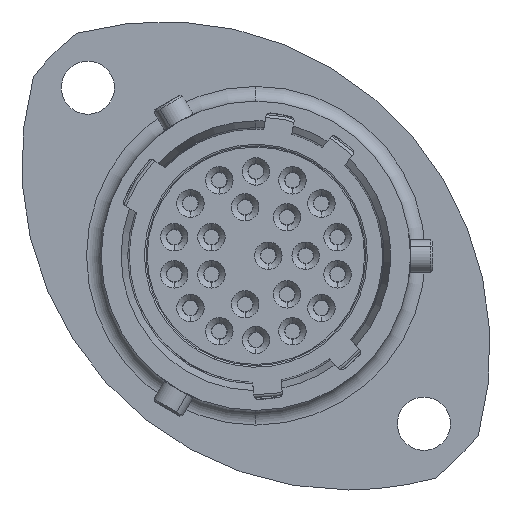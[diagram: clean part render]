
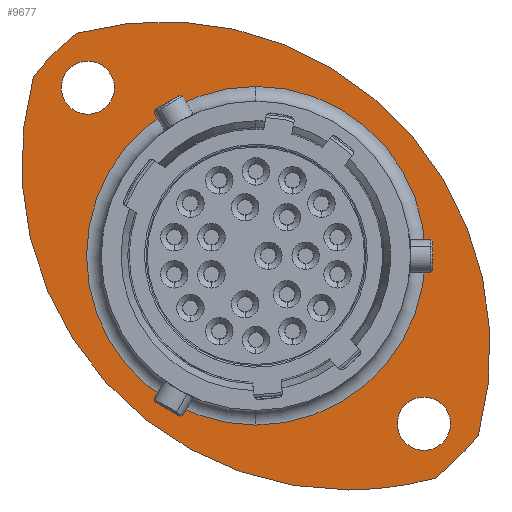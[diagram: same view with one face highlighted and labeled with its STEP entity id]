
A CAD part, left-side view. The second image highlights one B-rep face of the part: STEP entity #9677.
In plain terms, the highlighted planar face has unit normal (-1, 0, 0).
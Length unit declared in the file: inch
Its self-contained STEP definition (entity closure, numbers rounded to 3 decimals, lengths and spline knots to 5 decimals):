
#3003 = CARTESIAN_POINT ( 'NONE',  ( 0.44975, 0.54857, 0.5521 ) ) ;
#3005 = CARTESIAN_POINT ( 'NONE',  ( 0.44975, 0.65209, 0.44857 ) ) ;
#3018 = CARTESIAN_POINT ( 'NONE',  ( 0.44975, -0.42028, -0.41675 ) ) ;
#5506 = CARTESIAN_POINT ( 'NONE',  ( 0.44975, -0.28915, -0.45312 ) ) ;
#5511 = CARTESIAN_POINT ( 'NONE',  ( 0.44975, 0.11591, 0.42418 ) ) ;
#5512 = CARTESIAN_POINT ( 'NONE',  ( 0.44975, 0.52096, 0.35699 ) ) ;
#5516 = CARTESIAN_POINT ( 'NONE',  ( 0.44975, 0.11591, -0.39236 ) ) ;
#5517 = CARTESIAN_POINT ( 'NONE',  ( 0.44975, -0.28915, -0.32517 ) ) ;
#5542 = CARTESIAN_POINT ( 'NONE',  ( 0.44975, -0.31675, -0.52027 ) ) ;
#5977 = CARTESIAN_POINT ( 'NONE',  ( 0.44975, 0.52096, 0.42097 ) ) ;
#5978 = DIRECTION ( 'NONE',  ( -1., 0., 0. ) ) ;
#5979 = DIRECTION ( 'NONE',  ( 0., 0., -1. ) ) ;
#6051 = CARTESIAN_POINT ( 'NONE',  ( 0.44975, -0.1068, 0.23862 ) ) ;
#6052 = DIRECTION ( 'NONE',  ( -1., 0., 0. ) ) ;
#6053 = DIRECTION ( 'NONE',  ( 0., 0., -1. ) ) ;
#6074 = CARTESIAN_POINT ( 'NONE',  ( 0.44975, 0.11591, 0.01591 ) ) ;
#6075 = DIRECTION ( 'NONE',  ( 1., 0., 0. ) ) ;
#6076 = DIRECTION ( 'NONE',  ( 0., 0., -1. ) ) ;
#6440 = VERTEX_POINT ( 'NONE', #7687 ) ;
#6614 = VERTEX_POINT ( 'NONE', #7925 ) ;
#6768 = CARTESIAN_POINT ( 'NONE',  ( 0.44975, -0.28915, -0.38914 ) ) ;
#6769 = DIRECTION ( 'NONE',  ( -1., 0., 0. ) ) ;
#6770 = DIRECTION ( 'NONE',  ( 0., 0., -1. ) ) ;
#7687 = CARTESIAN_POINT ( 'NONE',  ( 0.44975, -0.1068, -0.54878 ) ) ;
#7925 = CARTESIAN_POINT ( 'NONE',  ( 0.44975, 0.52096, 0.48494 ) ) ;
#8657 = ORIENTED_EDGE ( 'NONE', *, *, #10827, .T. ) ;
#8658 = ORIENTED_EDGE ( 'NONE', *, *, #9319, .T. ) ;
#8659 = ORIENTED_EDGE ( 'NONE', *, *, #9297, .F. ) ;
#8660 = ORIENTED_EDGE ( 'NONE', *, *, #10713, .F. ) ;
#8661 = ORIENTED_EDGE ( 'NONE', *, *, #9244, .F. ) ;
#8662 = ORIENTED_EDGE ( 'NONE', *, *, #10712, .F. ) ;
#8663 = ORIENTED_EDGE ( 'NONE', *, *, #10711, .T. ) ;
#8664 = ORIENTED_EDGE ( 'NONE', *, *, #9311, .T. ) ;
#8665 = ORIENTED_EDGE ( 'NONE', *, *, #10710, .T. ) ;
#8666 = ORIENTED_EDGE ( 'NONE', *, *, #10709, .T. ) ;
#8667 = ORIENTED_EDGE ( 'NONE', *, *, #10708, .T. ) ;
#9244 = EDGE_CURVE ( 'NONE', #38524, #38542, #12098, .T. ) ;
#9297 = EDGE_CURVE ( 'NONE', #38534, #6614, #12175, .T. ) ;
#9311 = EDGE_CURVE ( 'NONE', #6440, #38578, #12194, .T. ) ;
#9319 = EDGE_CURVE ( 'NONE', #38533, #38540, #12207, .T. ) ;
#9677 = ADVANCED_FACE ( 'NONE', ( #16918, #16920, #16922, #16924 ), #16917, .F. ) ;
#10708 = EDGE_CURVE ( 'NONE', #26018, #26020, #33225, .T. ) ;
#10709 = EDGE_CURVE ( 'NONE', #26034, #26018, #33227, .T. ) ;
#10710 = EDGE_CURVE ( 'NONE', #38578, #26034, #33229, .T. ) ;
#10711 = EDGE_CURVE ( 'NONE', #26020, #6440, #33231, .T. ) ;
#10712 = EDGE_CURVE ( 'NONE', #38542, #38524, #33233, .T. ) ;
#10713 = EDGE_CURVE ( 'NONE', #6614, #38534, #33235, .T. ) ;
#10827 = EDGE_CURVE ( 'NONE', #38540, #38533, #33397, .T. ) ;
#12098 = CIRCLE ( 'NONE', #12102, 0.06398 ) ;
#12102 = AXIS2_PLACEMENT_3D ( 'NONE', #6768, #6769, #6770 ) ;
#12175 = CIRCLE ( 'NONE', #12179, 0.06398 ) ;
#12179 = AXIS2_PLACEMENT_3D ( 'NONE', #5977, #5978, #5979 ) ;
#12194 = CIRCLE ( 'NONE', #12197, 0.7874 ) ;
#12197 = AXIS2_PLACEMENT_3D ( 'NONE', #6051, #6052, #6053 ) ;
#12207 = CIRCLE ( 'NONE', #12210, 0.40827 ) ;
#12210 = AXIS2_PLACEMENT_3D ( 'NONE', #6074, #6075, #6076 ) ;
#14790 = EDGE_LOOP ( 'NONE', ( #8661, #8662 ) ) ;
#14935 = EDGE_LOOP ( 'NONE', ( #8657, #8658 ) ) ;
#14939 = EDGE_LOOP ( 'NONE', ( #8659, #8660 ) ) ;
#14943 = EDGE_LOOP ( 'NONE', ( #8663, #8664, #8665, #8666, #8667 ) ) ;
#15953 = AXIS2_PLACEMENT_3D ( 'NONE', #16934, #16935, #16936 ) ;
#16917 = PLANE ( 'NONE',  #15953 ) ;
#16918 = FACE_BOUND ( 'NONE', #14935, .T. ) ;
#16920 = FACE_BOUND ( 'NONE', #14939, .T. ) ;
#16922 = FACE_BOUND ( 'NONE', #14790, .T. ) ;
#16924 = FACE_OUTER_BOUND ( 'NONE', #14943, .T. ) ;
#16934 = CARTESIAN_POINT ( 'NONE',  ( 0.44975, 0.48874, 0.01591 ) ) ;
#16935 = DIRECTION ( 'NONE',  ( 1., 0., 0. ) ) ;
#16936 = DIRECTION ( 'NONE',  ( 0., 0., -1. ) ) ;
#26018 = VERTEX_POINT ( 'NONE', #3003 ) ;
#26020 = VERTEX_POINT ( 'NONE', #3005 ) ;
#26034 = VERTEX_POINT ( 'NONE', #3018 ) ;
#33225 = CIRCLE ( 'NONE', #33228, 0.68898 ) ;
#33227 = CIRCLE ( 'NONE', #33230, 0.7874 ) ;
#33228 = AXIS2_PLACEMENT_3D ( 'NONE', #34635, #34636, #34637 ) ;
#33229 = CIRCLE ( 'NONE', #33232, 0.68898 ) ;
#33230 = AXIS2_PLACEMENT_3D ( 'NONE', #34638, #34639, #34640 ) ;
#33231 = CIRCLE ( 'NONE', #33234, 0.7874 ) ;
#33232 = AXIS2_PLACEMENT_3D ( 'NONE', #34641, #34642, #34643 ) ;
#33233 = CIRCLE ( 'NONE', #33236, 0.06398 ) ;
#33234 = AXIS2_PLACEMENT_3D ( 'NONE', #34644, #34645, #34646 ) ;
#33235 = CIRCLE ( 'NONE', #33238, 0.06398 ) ;
#33236 = AXIS2_PLACEMENT_3D ( 'NONE', #34648, #34649, #34650 ) ;
#33238 = AXIS2_PLACEMENT_3D ( 'NONE', #34653, #34654, #34655 ) ;
#33397 = CIRCLE ( 'NONE', #33402, 0.40827 ) ;
#33402 = AXIS2_PLACEMENT_3D ( 'NONE', #35010, #35011, #35012 ) ;
#34635 = CARTESIAN_POINT ( 'NONE',  ( 0.44975, 0.11591, 0.01591 ) ) ;
#34636 = DIRECTION ( 'NONE',  ( -1., 0., 0. ) ) ;
#34637 = DIRECTION ( 'NONE',  ( 0., 0., 1. ) ) ;
#34638 = CARTESIAN_POINT ( 'NONE',  ( 0.44975, 0.33862, -0.2068 ) ) ;
#34639 = DIRECTION ( 'NONE',  ( -1., 0., 0. ) ) ;
#34640 = DIRECTION ( 'NONE',  ( 0., 0., -1. ) ) ;
#34641 = CARTESIAN_POINT ( 'NONE',  ( 0.44975, 0.11591, 0.01591 ) ) ;
#34642 = DIRECTION ( 'NONE',  ( -1., 0., 0. ) ) ;
#34643 = DIRECTION ( 'NONE',  ( 0., 0., 1. ) ) ;
#34644 = CARTESIAN_POINT ( 'NONE',  ( 0.44975, -0.1068, 0.23862 ) ) ;
#34645 = DIRECTION ( 'NONE',  ( -1., 0., 0. ) ) ;
#34646 = DIRECTION ( 'NONE',  ( 0., 0., -1. ) ) ;
#34648 = CARTESIAN_POINT ( 'NONE',  ( 0.44975, -0.28915, -0.38914 ) ) ;
#34649 = DIRECTION ( 'NONE',  ( -1., 0., 0. ) ) ;
#34650 = DIRECTION ( 'NONE',  ( 0., 0., -1. ) ) ;
#34653 = CARTESIAN_POINT ( 'NONE',  ( 0.44975, 0.52096, 0.42097 ) ) ;
#34654 = DIRECTION ( 'NONE',  ( -1., 0., 0. ) ) ;
#34655 = DIRECTION ( 'NONE',  ( 0., 0., -1. ) ) ;
#35010 = CARTESIAN_POINT ( 'NONE',  ( 0.44975, 0.11591, 0.01591 ) ) ;
#35011 = DIRECTION ( 'NONE',  ( 1., 0., 0. ) ) ;
#35012 = DIRECTION ( 'NONE',  ( 0., 0., -1. ) ) ;
#38524 = VERTEX_POINT ( 'NONE', #5506 ) ;
#38533 = VERTEX_POINT ( 'NONE', #5511 ) ;
#38534 = VERTEX_POINT ( 'NONE', #5512 ) ;
#38540 = VERTEX_POINT ( 'NONE', #5516 ) ;
#38542 = VERTEX_POINT ( 'NONE', #5517 ) ;
#38578 = VERTEX_POINT ( 'NONE', #5542 ) ;
